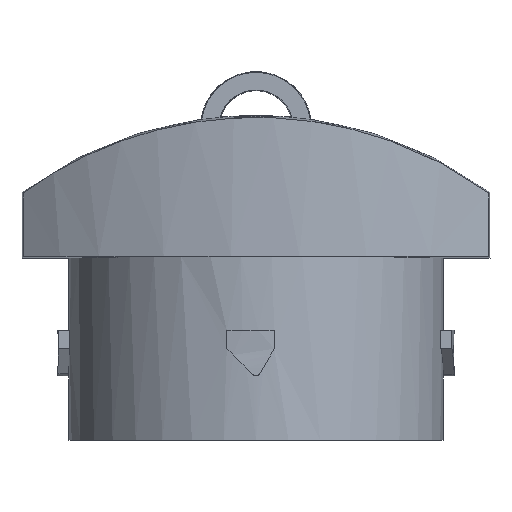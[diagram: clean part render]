
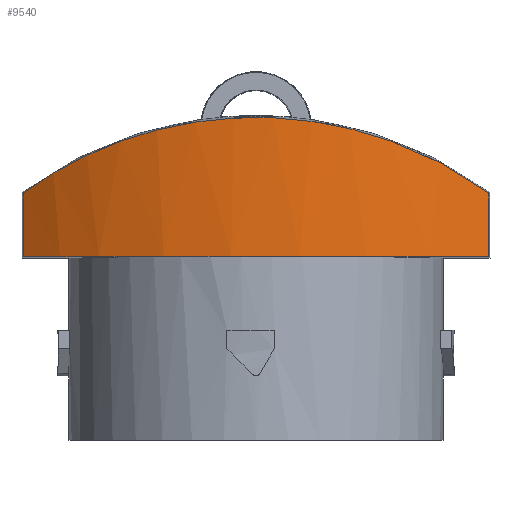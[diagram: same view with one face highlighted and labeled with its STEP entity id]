
A CAD part, left-side view. The second image highlights one B-rep face of the part: STEP entity #9540.
In plain terms, the highlighted cylindrical face has radius 27 mm (diameter 54 mm), a partial arc.
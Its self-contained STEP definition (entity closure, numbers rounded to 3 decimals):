
#5710=CARTESIAN_POINT('',(6.522,-17.579,
-45.329));
#5720=DIRECTION('',(0.,0.,-1.));
#5730=DIRECTION('',(0.,-1.,0.));
#5740=AXIS2_PLACEMENT_3D('',#5710,#5720,#5730);
#5750=CONICAL_SURFACE('',#5740,27.,0.009);
#7220=CARTESIAN_POINT('',(-10.624,-17.579,
-57.279));
#7230=DIRECTION('',(1.,0.,0.009));
#7240=DIRECTION('',(0.009,0.,-1.));
#7250=AXIS2_PLACEMENT_3D('',#7220,#7230,#7240);
#7260=ELLIPSE('',#7250,27.001,27.);
#7270=CARTESIAN_POINT('',(-10.814,-1.665,
-35.467));
#7280=VERTEX_POINT('',#7270);
#7290=CARTESIAN_POINT('',(-10.814,-33.493,
-35.467));
#7300=VERTEX_POINT('',#7290);
#7310=EDGE_CURVE('',#7280,#7300,#7260,.T.);
#7620=CARTESIAN_POINT('',(-19.851,-1.665,
-35.467));
#7630=DIRECTION('',(1.,0.,0.));
#7640=VECTOR('',#7630,1.);
#7650=LINE('',#7620,#7640);
#7660=CARTESIAN_POINT('',(-15.183,-1.665,
-35.467));
#7670=VERTEX_POINT('',#7660);
#7680=EDGE_CURVE('',#7670,#7280,#7650,.T.);
#9200=CARTESIAN_POINT('',(-19.851,-17.579,
-57.279));
#9210=DIRECTION('',(1.,0.,0.));
#9220=DIRECTION('',(0.,-1.,0.));
#9230=AXIS2_PLACEMENT_3D('',#9200,#9210,#9220);
#9240=CYLINDRICAL_SURFACE('',#9230,27.);
#9250=CARTESIAN_POINT('',(-19.851,-33.493,
-35.467));
#9260=DIRECTION('',(1.,0.,0.));
#9270=VECTOR('',#9260,1.);
#9280=LINE('',#9250,#9270);
#9290=CARTESIAN_POINT('',(-15.183,-33.493,
-35.467));
#9300=VERTEX_POINT('',#9290);
#9310=EDGE_CURVE('',#9300,#7300,#9280,.T.);
#9320=ORIENTED_EDGE('',*,*,#9310,.T.);
#9330=CARTESIAN_POINT('',(-15.183,-1.665,
-35.467));
#9340=CARTESIAN_POINT('',(-16.707,-3.766,
-33.934));
#9350=CARTESIAN_POINT('',(-17.999,-6.175,
-32.637));
#9360=CARTESIAN_POINT('',(-18.919,-8.899,
-31.712));
#9370=CARTESIAN_POINT('',(-19.844,-11.634,
-30.783));
#9380=CARTESIAN_POINT('',(-20.348,-14.585,
-30.278));
#9390=CARTESIAN_POINT('',(-20.347,-17.586,
-30.279));
#9400=CARTESIAN_POINT('',(-20.346,-20.59,
-30.279));
#9410=CARTESIAN_POINT('',(-19.84,-23.537,
-30.787));
#9420=CARTESIAN_POINT('',(-18.918,-26.262,
-31.713));
#9430=CARTESIAN_POINT('',(-17.996,-28.988,
-32.639));
#9440=CARTESIAN_POINT('',(-16.702,-31.398,
-33.939));
#9450=CARTESIAN_POINT('',(-15.183,-33.493,
-35.467));
#9460=B_SPLINE_CURVE_WITH_KNOTS('',3,(#9330,#9340,#9350,#9360,#9370,
#9380,#9390,#9400,#9410,#9420,#9430,#9440,#9450),.UNSPECIFIED.,.F.,.F.,(
4,3,3,3,4),(0.,9.013,18.007,26.991,
36.),.UNSPECIFIED.);
#9470=SURFACE_CURVE('',#9460,(#9240,#5750),.CURVE_3D.);
#9480=EDGE_CURVE('',#7670,#9300,#9470,.T.);
#9490=ORIENTED_EDGE('',*,*,#9480,.T.);
#9500=ORIENTED_EDGE('',*,*,#7680,.F.);
#9510=ORIENTED_EDGE('',*,*,#7310,.F.);
#9520=EDGE_LOOP('',(#9510,#9500,#9490,#9320));
#9530=FACE_OUTER_BOUND('',#9520,.T.);
#9540=ADVANCED_FACE('',(#9530),#9240,.T.);
